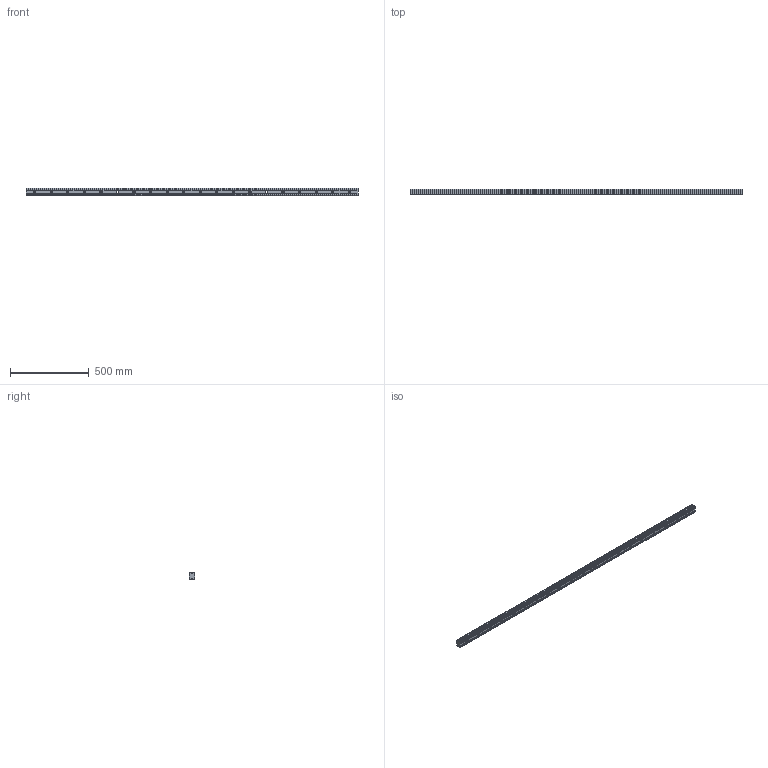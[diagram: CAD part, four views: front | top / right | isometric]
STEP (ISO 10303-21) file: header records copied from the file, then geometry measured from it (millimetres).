
FILE_DESCRIPTION (( 'STEP AP214' ), '1' );
FILE_NAME ('SHS45C1SS-2105L_G55_0_B-PT18_982-5_0_0_0_1.STEP', '2021-06-24T08:19:01', ( '' ), ( '' ), 'SwSTEP 2.0', 'SolidWorks 2021', '' );
FILE_SCHEMA (( 'AUTOMOTIVE_DESIGN' ));
Length unit declared in the file: millimetre
Products named in the file (2): _SHS45C210555 Track; SHS45C1SS-2105L_G55_0_B-PT18_982-5_0_0_0_1
Assembly tree (1 placements, depth 2):
  SHS45C1SS-2105L_G55_0_B-PT18_982-5_0_0_0_1
    _SHS45C210555 Track
Bounding box: 2105 x 32 x 45 mm (x, y, z)
Volume: 2629214 mm3; surface area: 358616.6 mm2
Topology: 1 solids, 1 shells, 164 faces, 406 edges, 244 vertices
Faces by surface type: cylinder 100, plane 64
Entity records: 4996 total; most frequent: DIRECTION 942, CARTESIAN_POINT 818, ORIENTED_EDGE 812, EDGE_CURVE 406, AXIS2_PLACEMENT_3D 368, VERTEX_POINT 244, LINE 206, VECTOR 206
